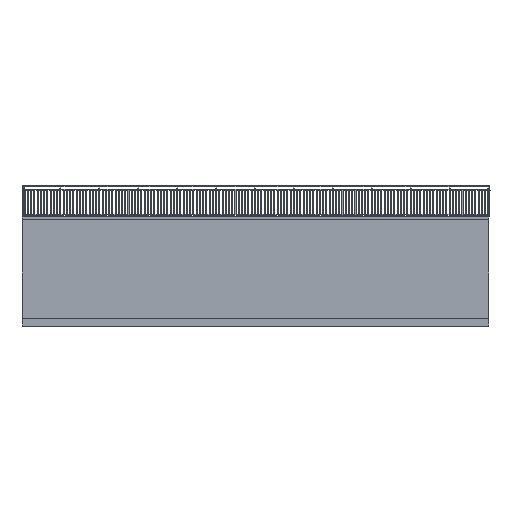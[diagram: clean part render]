
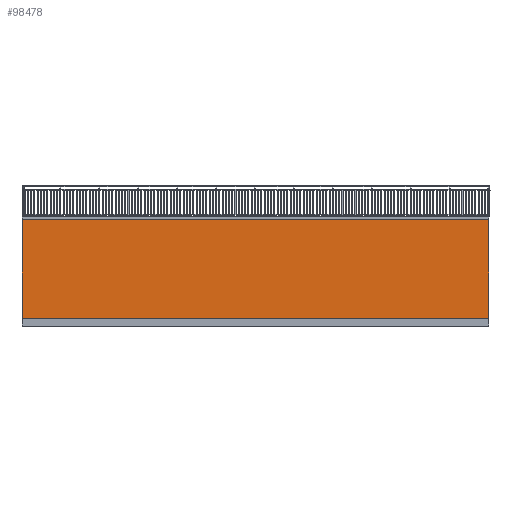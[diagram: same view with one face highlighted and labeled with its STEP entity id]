
A CAD part, left-side view. The second image highlights one B-rep face of the part: STEP entity #98478.
In plain terms, the highlighted planar face has unit normal (-1, 0, 0).
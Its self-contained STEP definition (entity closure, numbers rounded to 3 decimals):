
#5906=PLANE('',#103991);
#10904=FACE_OUTER_BOUND('',#16068,.T.);
#16068=EDGE_LOOP('',(#68115,#68116,#68117,#68118));
#22076=LINE('',#138757,#32414);
#22079=LINE('',#138763,#32417);
#22081=LINE('',#138767,#32419);
#22084=LINE('',#138779,#32422);
#32414=VECTOR('',#112159,0.039);
#32417=VECTOR('',#112164,0.039);
#32419=VECTOR('',#112168,0.039);
#32422=VECTOR('',#112175,0.039);
#42811=VERTEX_POINT('',#138754);
#42812=VERTEX_POINT('',#138756);
#42814=VERTEX_POINT('',#138762);
#42815=VERTEX_POINT('',#138766);
#52917=EDGE_CURVE('',#42812,#42811,#22076,.T.);
#52920=EDGE_CURVE('',#42814,#42812,#22079,.T.);
#52922=EDGE_CURVE('',#42815,#42814,#22081,.T.);
#52926=EDGE_CURVE('',#42815,#42811,#22084,.T.);
#68115=ORIENTED_EDGE('',*,*,#52920,.T.);
#68116=ORIENTED_EDGE('',*,*,#52917,.T.);
#68117=ORIENTED_EDGE('',*,*,#52926,.F.);
#68118=ORIENTED_EDGE('',*,*,#52922,.T.);
#98478=ADVANCED_FACE('',(#10904),#5906,.T.);
#103991=AXIS2_PLACEMENT_3D('',#138780,#112176,#112177);
#112159=DIRECTION('',(0.,0.,-1.));
#112164=DIRECTION('',(0.,1.,0.));
#112168=DIRECTION('',(0.,0.,1.));
#112175=DIRECTION('',(0.,1.,0.));
#112176=DIRECTION('center_axis',(-1.,0.,0.));
#112177=DIRECTION('ref_axis',(0.,-1.,0.));
#138754=CARTESIAN_POINT('',(0.,708.661,11.811));
#138756=CARTESIAN_POINT('',(0.,708.661,161.811));
#138757=CARTESIAN_POINT('',(0.,708.661,161.811));
#138762=CARTESIAN_POINT('',(0.,0.,161.811));
#138763=CARTESIAN_POINT('',(0.,649.606,161.811));
#138766=CARTESIAN_POINT('',(0.,0.,11.811));
#138767=CARTESIAN_POINT('',(0.,0.,82.874));
#138779=CARTESIAN_POINT('',(0.,826.772,11.811));
#138780=CARTESIAN_POINT('Origin',(0.,1358.268,
82.874));
